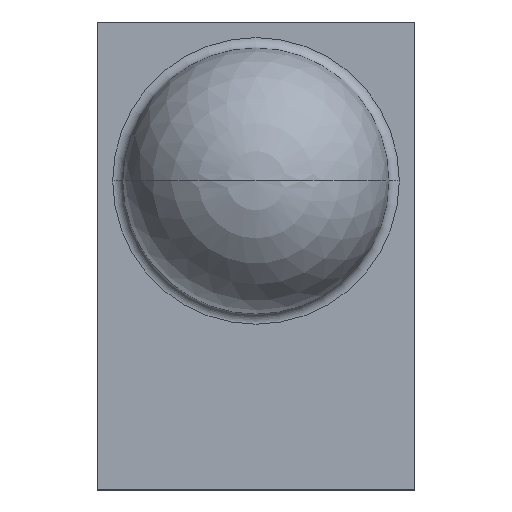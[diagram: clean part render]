
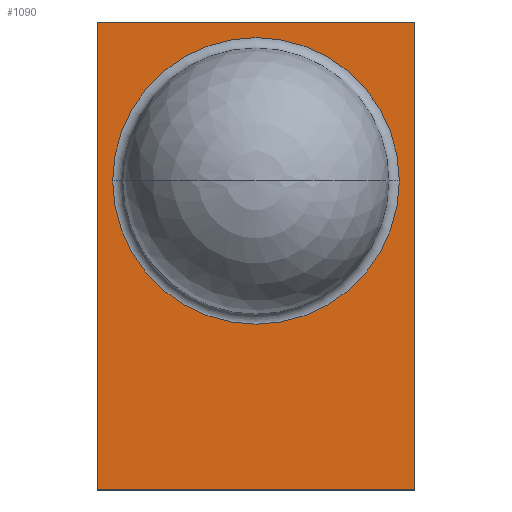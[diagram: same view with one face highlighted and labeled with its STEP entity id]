
A CAD part, top view. The second image highlights one B-rep face of the part: STEP entity #1090.
In plain terms, the highlighted planar face has unit normal (0, 0, 1).
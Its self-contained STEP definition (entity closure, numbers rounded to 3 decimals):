
#410=CARTESIAN_POINT('',(3029.051,9896.76,1.179));
#420=VERTEX_POINT('',#410);
#510=CARTESIAN_POINT('',(3031.801,9896.76,1.179));
#520=VERTEX_POINT('',#510);
#550=CARTESIAN_POINT('',(3030.426,9896.76,1.179));
#560=DIRECTION('',(0.,0.,1.));
#570=DIRECTION('',(1.,0.,0.));
#580=AXIS2_PLACEMENT_3D('',#550,#560,#570);
#590=CIRCLE('',#580,1.375);
#600=EDGE_CURVE('',#420,#520,#590,.T.);
#650=CARTESIAN_POINT('',(3031.876,9896.76,1.179));
#660=DIRECTION('',(0.,0.,1.));
#670=DIRECTION('',(-1.,0.,0.));
#680=AXIS2_PLACEMENT_3D('',#650,#660,#670);
#690=PLANE('',#680);
#700=CARTESIAN_POINT('',(3028.901,9896.76,1.179));
#710=DIRECTION('',(0.,-1.,0.));
#720=VECTOR('',#710,1.);
#730=LINE('',#700,#720);
#740=CARTESIAN_POINT('',(3028.901,9898.285,1.179));
#750=VERTEX_POINT('',#740);
#760=CARTESIAN_POINT('',(3028.901,9893.795,1.179));
#770=VERTEX_POINT('',#760);
#780=EDGE_CURVE('',#750,#770,#730,.T.);
#790=ORIENTED_EDGE('',*,*,#780,.T.);
#800=CARTESIAN_POINT('',(3030.426,9898.285,1.179));
#810=DIRECTION('',(-1.,0.,0.));
#820=VECTOR('',#810,1.);
#830=LINE('',#800,#820);
#840=CARTESIAN_POINT('',(3031.951,9898.285,1.179));
#850=VERTEX_POINT('',#840);
#860=EDGE_CURVE('',#850,#750,#830,.T.);
#870=ORIENTED_EDGE('',*,*,#860,.T.);
#880=CARTESIAN_POINT('',(3031.951,9896.76,1.179));
#890=DIRECTION('',(0.,1.,0.));
#900=VECTOR('',#890,1.);
#910=LINE('',#880,#900);
#920=CARTESIAN_POINT('',(3031.951,9893.795,1.179));
#930=VERTEX_POINT('',#920);
#940=EDGE_CURVE('',#930,#850,#910,.T.);
#950=ORIENTED_EDGE('',*,*,#940,.T.);
#960=CARTESIAN_POINT('',(3030.426,9893.795,1.179));
#970=DIRECTION('',(1.,0.,0.));
#980=VECTOR('',#970,1.);
#990=LINE('',#960,#980);
#1000=EDGE_CURVE('',#770,#930,#990,.T.);
#1010=ORIENTED_EDGE('',*,*,#1000,.T.);
#1020=EDGE_LOOP('',(#1010,#950,#870,#790));
#1030=FACE_OUTER_BOUND('',#1020,.T.);
#1040=EDGE_CURVE('',#520,#420,#590,.T.);
#1050=ORIENTED_EDGE('',*,*,#1040,.F.);
#1060=ORIENTED_EDGE('',*,*,#600,.F.);
#1070=EDGE_LOOP('',(#1060,#1050));
#1080=FACE_BOUND('',#1070,.T.);
#1090=ADVANCED_FACE('',(#1030,#1080),#690,.T.);
